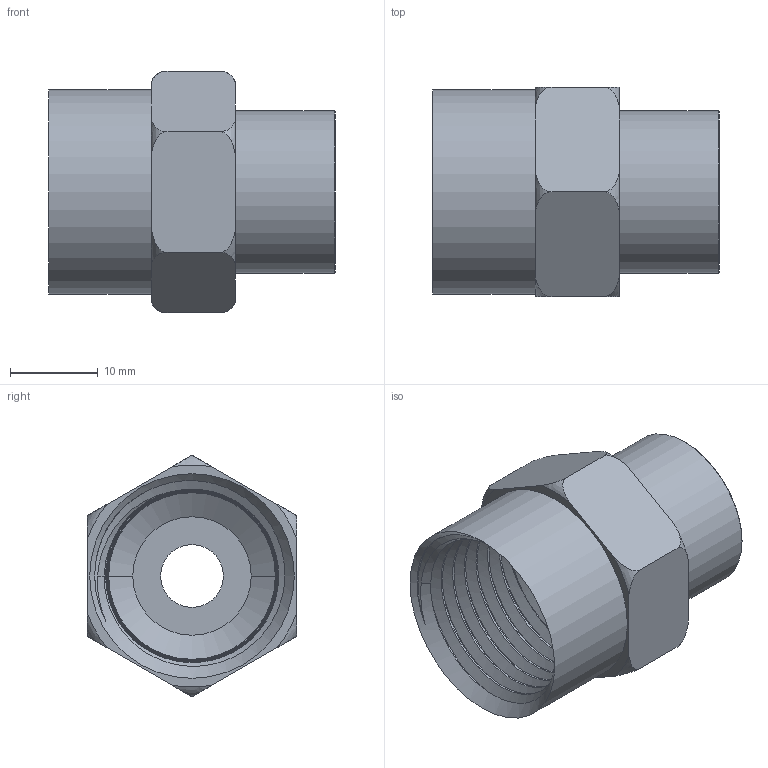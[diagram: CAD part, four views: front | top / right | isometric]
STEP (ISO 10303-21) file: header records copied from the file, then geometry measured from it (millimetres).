
FILE_DESCRIPTION(/* description */ (''),/* implementation_level */ '2;1');
FILE_NAME(/* name */ '119-N2-N4.stp',/* time_stamp */ '2024-01-23T10:08:07-05:00',/* author */ ('esanner'),/* organization */ (''),/* preprocessor_version */ 'ST-DEVELOPER v19',/* originating_system */ 'AutoCAD Mechanical',/* authorisation */ '');
FILE_SCHEMA (('AUTOMOTIVE_DESIGN { 1 0 10303 214 3 1 1 }'));
Length unit declared in the file: millimetre
Products named in the file (2): Product; 119-N2-N4
Assembly tree (1 placements, depth 2):
  Product
    119-N2-N4
Bounding box: 32.66 x 23.81 x 27.49 mm (x, y, z)
Volume: 5762.3 mm3; surface area: 5513.9 mm2
Topology: 1 solids, 1 shells, 77 faces, 211 edges, 141 vertices
Faces by surface type: cone 41, plane 13, torus 12, bspline 6, cylinder 5
Full cylindrical faces by diameter (mm): 7.144 x1, 18.55 x1, 23.3 x1
Entity records: 10807 total; most frequent: CARTESIAN_POINT 8998, ORIENTED_EDGE 422, DIRECTION 288, EDGE_CURVE 211, VERTEX_POINT 141, AXIS2_PLACEMENT_3D 113, B_SPLINE_CURVE_WITH_KNOTS 110, EDGE_LOOP 84
